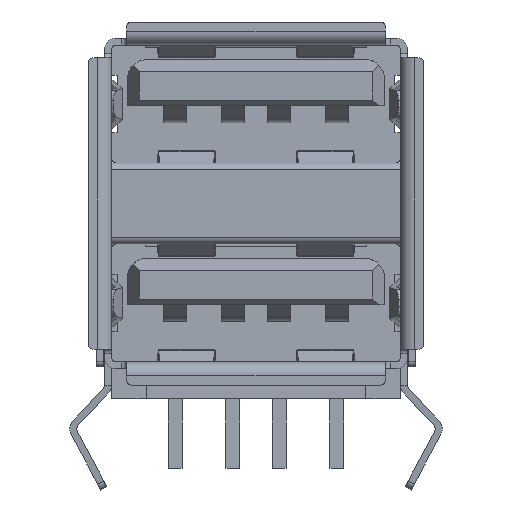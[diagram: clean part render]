
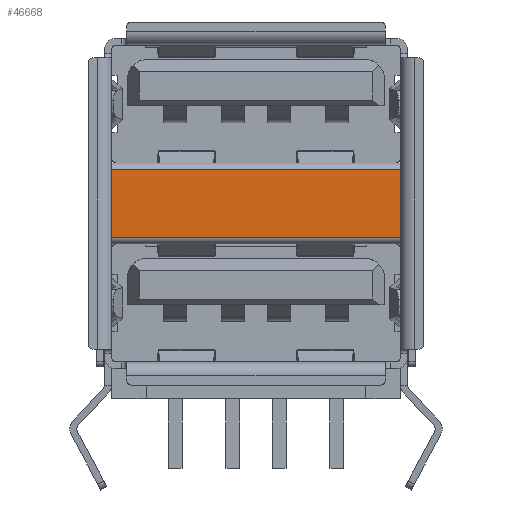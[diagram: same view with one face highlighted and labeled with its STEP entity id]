
A CAD part, front view. The second image highlights one B-rep face of the part: STEP entity #46668.
In plain terms, the highlighted planar face has unit normal (0, -1, 0).
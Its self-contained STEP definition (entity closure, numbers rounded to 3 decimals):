
#1363 = VECTOR ( 'NONE', #24488, 1000. ) ;
#2090 = ORIENTED_EDGE ( 'NONE', *, *, #16516, .F. ) ;
#3308 = DIRECTION ( 'NONE',  ( 0., 0., -1. ) ) ;
#4279 = VERTEX_POINT ( 'NONE', #20860 ) ;
#4308 = VERTEX_POINT ( 'NONE', #46284 ) ;
#5043 = CARTESIAN_POINT ( 'NONE',  ( -6.25, -8.15, 7.6 ) ) ;
#6958 = FACE_OUTER_BOUND ( 'NONE', #46923, .T. ) ;
#7431 = PLANE ( 'NONE',  #40163 ) ;
#11054 = ORIENTED_EDGE ( 'NONE', *, *, #47316, .T. ) ;
#11545 = VERTEX_POINT ( 'NONE', #17094 ) ;
#11622 = DIRECTION ( 'NONE',  ( 1., 0., 0. ) ) ;
#11751 = LINE ( 'NONE', #26776, #46539 ) ;
#13710 = CARTESIAN_POINT ( 'NONE',  ( -6.25, -8.15, 2.85 ) ) ;
#14355 = CARTESIAN_POINT ( 'NONE',  ( 6.25, -8.15, 7.6 ) ) ;
#15683 = EDGE_CURVE ( 'NONE', #4308, #4279, #31622, .T. ) ;
#15854 = DIRECTION ( 'NONE',  ( 0., 0., -1. ) ) ;
#16516 = EDGE_CURVE ( 'NONE', #4308, #11545, #29137, .T. ) ;
#17094 = CARTESIAN_POINT ( 'NONE',  ( 6.25, -8.15, 2.85 ) ) ;
#20860 = CARTESIAN_POINT ( 'NONE',  ( -6.25, -8.15, 5.75 ) ) ;
#24488 = DIRECTION ( 'NONE',  ( -1., 0., 0. ) ) ;
#26776 = CARTESIAN_POINT ( 'NONE',  ( 0., -8.15, 2.85 ) ) ;
#29137 = LINE ( 'NONE', #14355, #36875 ) ;
#29550 = VECTOR ( 'NONE', #15854, 1000. ) ;
#31622 = LINE ( 'NONE', #35849, #1363 ) ;
#33577 = ORIENTED_EDGE ( 'NONE', *, *, #15683, .T. ) ;
#35849 = CARTESIAN_POINT ( 'NONE',  ( 0., -8.15, 5.75 ) ) ;
#36031 = EDGE_CURVE ( 'NONE', #4279, #41289, #42501, .T. ) ;
#36875 = VECTOR ( 'NONE', #3308, 1000. ) ;
#38302 = DIRECTION ( 'NONE',  ( 0., -1., 0. ) ) ;
#40163 = AXIS2_PLACEMENT_3D ( 'NONE', #45946, #38302, #11622 ) ;
#41289 = VERTEX_POINT ( 'NONE', #13710 ) ;
#41871 = DIRECTION ( 'NONE',  ( 1., 0., 0. ) ) ;
#42501 = LINE ( 'NONE', #5043, #29550 ) ;
#45946 = CARTESIAN_POINT ( 'NONE',  ( 0., -8.15, 8.6 ) ) ;
#46284 = CARTESIAN_POINT ( 'NONE',  ( 6.25, -8.15, 5.75 ) ) ;
#46539 = VECTOR ( 'NONE', #41871, 1000. ) ;
#46668 = ADVANCED_FACE ( 'NONE', ( #6958 ), #7431, .T. ) ;
#46848 = ORIENTED_EDGE ( 'NONE', *, *, #36031, .T. ) ;
#46923 = EDGE_LOOP ( 'NONE', ( #33577, #46848, #11054, #2090 ) ) ;
#47316 = EDGE_CURVE ( 'NONE', #41289, #11545, #11751, .T. ) ;
